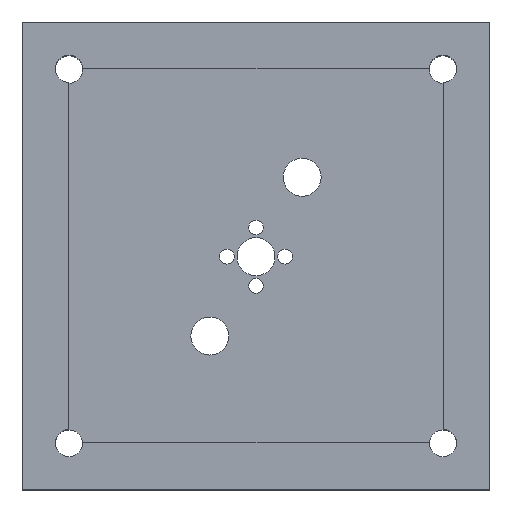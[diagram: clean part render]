
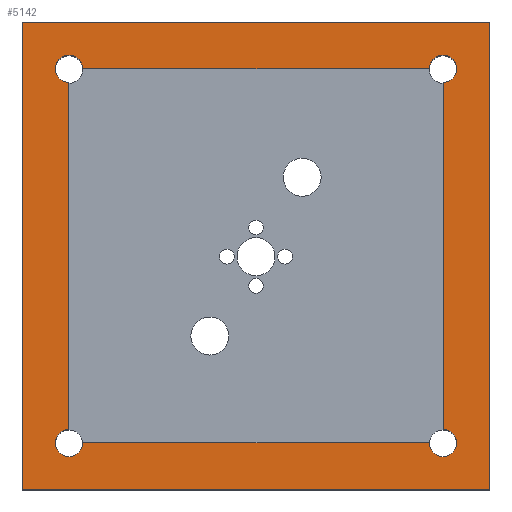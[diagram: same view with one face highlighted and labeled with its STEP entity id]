
A CAD part, top view. The second image highlights one B-rep face of the part: STEP entity #5142.
In plain terms, the highlighted planar face has unit normal (0, 0, 1).
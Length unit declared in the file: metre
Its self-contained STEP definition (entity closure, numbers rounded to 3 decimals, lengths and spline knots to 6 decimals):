
#26 = CIRCLE ( 'NONE', #2515, 0.0658 ) ;
#111 = DIRECTION ( 'NONE',  ( -1., 0., 0. ) ) ;
#140 = CARTESIAN_POINT ( 'NONE',  ( -0.9658, 2.0248, 1.1248 ) ) ;
#239 = PLANE ( 'NONE',  #2975 ) ;
#275 = VECTOR ( 'NONE', #5085, 1. ) ;
#279 = AXIS2_PLACEMENT_3D ( 'NONE', #4562, #3052, #111 ) ;
#324 = VERTEX_POINT ( 'NONE', #140 ) ;
#537 = ORIENTED_EDGE ( 'NONE', *, *, #2491, .T. ) ;
#576 = VECTOR ( 'NONE', #4168, 1. ) ;
#637 = CARTESIAN_POINT ( 'NONE',  ( 0.9, 2.0248, 1.1248 ) ) ;
#689 = CARTESIAN_POINT ( 'NONE',  ( -0.9658, 0.2248, 1.1248 ) ) ;
#719 = ORIENTED_EDGE ( 'NONE', *, *, #1782, .T. ) ;
#754 = CARTESIAN_POINT ( 'NONE',  ( -1.1248, 2.2496, 1.1248 ) ) ;
#776 = CARTESIAN_POINT ( 'NONE',  ( 0.9, 2.0248, 1.1248 ) ) ;
#817 = VERTEX_POINT ( 'NONE', #4697 ) ;
#830 = DIRECTION ( 'NONE',  ( 0., 0., -1. ) ) ;
#835 = ORIENTED_EDGE ( 'NONE', *, *, #5833, .F. ) ;
#892 = VERTEX_POINT ( 'NONE', #5349 ) ;
#1013 = EDGE_CURVE ( 'NONE', #4247, #324, #6198, .T. ) ;
#1027 = LINE ( 'NONE', #3573, #2735 ) ;
#1060 = CARTESIAN_POINT ( 'NONE',  ( -1.1248, 2.2496, 1.1248 ) ) ;
#1109 = CARTESIAN_POINT ( 'NONE',  ( -1.1248, 0.0024, 1.1248 ) ) ;
#1151 = LINE ( 'NONE', #6173, #4756 ) ;
#1165 = CARTESIAN_POINT ( 'NONE',  ( -1.1248, 2.2496, 1.1248 ) ) ;
#1239 = DIRECTION ( 'NONE',  ( 0., 0., -1. ) ) ;
#1408 = DIRECTION ( 'NONE',  ( 1., 0., 0. ) ) ;
#1440 = EDGE_CURVE ( 'NONE', #1977, #4319, #2000, .T. ) ;
#1482 = LINE ( 'NONE', #1060, #3728 ) ;
#1520 = CARTESIAN_POINT ( 'NONE',  ( -0.9, 0.2906, 1.1248 ) ) ;
#1746 = VERTEX_POINT ( 'NONE', #3586 ) ;
#1782 = EDGE_CURVE ( 'NONE', #5511, #1852, #2875, .T. ) ;
#1787 = DIRECTION ( 'NONE',  ( 0., 0., -1. ) ) ;
#1852 = VERTEX_POINT ( 'NONE', #1520 ) ;
#1940 = CIRCLE ( 'NONE', #4739, 0.0658 ) ;
#1977 = VERTEX_POINT ( 'NONE', #2229 ) ;
#2000 = LINE ( 'NONE', #3965, #275 ) ;
#2043 = ORIENTED_EDGE ( 'NONE', *, *, #1440, .F. ) ;
#2091 = DIRECTION ( 'NONE',  ( -1., 0., 0. ) ) ;
#2118 = FACE_OUTER_BOUND ( 'NONE', #3661, .T. ) ;
#2155 = ORIENTED_EDGE ( 'NONE', *, *, #6136, .T. ) ;
#2176 = LINE ( 'NONE', #1109, #576 ) ;
#2229 = CARTESIAN_POINT ( 'NONE',  ( 1.1248, 2.2496, 1.1248 ) ) ;
#2263 = ORIENTED_EDGE ( 'NONE', *, *, #6181, .F. ) ;
#2317 = DIRECTION ( 'NONE',  ( 0., 0., -1. ) ) ;
#2424 = VERTEX_POINT ( 'NONE', #4251 ) ;
#2426 = DIRECTION ( 'NONE',  ( -1., 0., 0. ) ) ;
#2447 = LINE ( 'NONE', #5487, #5168 ) ;
#2491 = EDGE_CURVE ( 'NONE', #817, #2745, #26, .T. ) ;
#2515 = AXIS2_PLACEMENT_3D ( 'NONE', #3896, #830, #3379 ) ;
#2545 = CARTESIAN_POINT ( 'NONE',  ( -0.8342, 2.0248, 1.1248 ) ) ;
#2577 = AXIS2_PLACEMENT_3D ( 'NONE', #776, #4751, #2857 ) ;
#2584 = DIRECTION ( 'NONE',  ( 1., 0., 0. ) ) ;
#2608 = CARTESIAN_POINT ( 'NONE',  ( 1.1248, 0.0024, 1.1248 ) ) ;
#2615 = DIRECTION ( 'NONE',  ( 0., 1., 0. ) ) ;
#2647 = LINE ( 'NONE', #637, #6227 ) ;
#2735 = VECTOR ( 'NONE', #2091, 1. ) ;
#2745 = VERTEX_POINT ( 'NONE', #5896 ) ;
#2778 = ORIENTED_EDGE ( 'NONE', *, *, #2911, .T. ) ;
#2857 = DIRECTION ( 'NONE',  ( -1., 0., 0. ) ) ;
#2875 = CIRCLE ( 'NONE', #279, 0.0658 ) ;
#2911 = EDGE_CURVE ( 'NONE', #892, #2424, #1482, .T. ) ;
#2975 = AXIS2_PLACEMENT_3D ( 'NONE', #754, #1239, #5673 ) ;
#3052 = DIRECTION ( 'NONE',  ( 0., 0., -1. ) ) ;
#3145 = VERTEX_POINT ( 'NONE', #4089 ) ;
#3163 = VERTEX_POINT ( 'NONE', #5438 ) ;
#3257 = FACE_BOUND ( 'NONE', #5791, .T. ) ;
#3379 = DIRECTION ( 'NONE',  ( 1., 0., 0. ) ) ;
#3443 = CARTESIAN_POINT ( 'NONE',  ( -0.9, 2.0248, 1.1248 ) ) ;
#3573 = CARTESIAN_POINT ( 'NONE',  ( -0.9, 2.0248, 1.1248 ) ) ;
#3583 = AXIS2_PLACEMENT_3D ( 'NONE', #4283, #2317, #2426 ) ;
#3586 = CARTESIAN_POINT ( 'NONE',  ( 0.9, 1.959, 1.1248 ) ) ;
#3606 = ORIENTED_EDGE ( 'NONE', *, *, #5215, .T. ) ;
#3632 = EDGE_CURVE ( 'NONE', #3163, #5511, #4713, .T. ) ;
#3661 = EDGE_LOOP ( 'NONE', ( #2778, #5626, #2043, #4524 ) ) ;
#3722 = EDGE_CURVE ( 'NONE', #3145, #4191, #1027, .T. ) ;
#3723 = VECTOR ( 'NONE', #5136, 1. ) ;
#3728 = VECTOR ( 'NONE', #5006, 1. ) ;
#3896 = CARTESIAN_POINT ( 'NONE',  ( 0.9, 0.2248, 1.1248 ) ) ;
#3907 = ORIENTED_EDGE ( 'NONE', *, *, #6295, .F. ) ;
#3965 = CARTESIAN_POINT ( 'NONE',  ( 1.1248, 2.2496, 1.1248 ) ) ;
#4089 = CARTESIAN_POINT ( 'NONE',  ( 0.8342, 2.0248, 1.1248 ) ) ;
#4168 = DIRECTION ( 'NONE',  ( 1., 0., 0. ) ) ;
#4191 = VERTEX_POINT ( 'NONE', #2545 ) ;
#4247 = VERTEX_POINT ( 'NONE', #5088 ) ;
#4251 = CARTESIAN_POINT ( 'NONE',  ( -1.1248, 0.0024, 1.1248 ) ) ;
#4270 = EDGE_CURVE ( 'NONE', #2424, #4319, #2176, .T. ) ;
#4283 = CARTESIAN_POINT ( 'NONE',  ( -0.9, 0.2248, 1.1248 ) ) ;
#4319 = VERTEX_POINT ( 'NONE', #2608 ) ;
#4435 = AXIS2_PLACEMENT_3D ( 'NONE', #6018, #4968, #2584 ) ;
#4436 = DIRECTION ( 'NONE',  ( 1., 0., 0. ) ) ;
#4524 = ORIENTED_EDGE ( 'NONE', *, *, #6037, .F. ) ;
#4562 = CARTESIAN_POINT ( 'NONE',  ( -0.9, 0.2248, 1.1248 ) ) ;
#4574 = ORIENTED_EDGE ( 'NONE', *, *, #1013, .T. ) ;
#4697 = CARTESIAN_POINT ( 'NONE',  ( 0.9, 0.2906, 1.1248 ) ) ;
#4713 = CIRCLE ( 'NONE', #3583, 0.0658 ) ;
#4738 = ORIENTED_EDGE ( 'NONE', *, *, #3632, .T. ) ;
#4739 = AXIS2_PLACEMENT_3D ( 'NONE', #3443, #1787, #1408 ) ;
#4751 = DIRECTION ( 'NONE',  ( 0., 0., -1. ) ) ;
#4756 = VECTOR ( 'NONE', #6147, 1. ) ;
#4968 = DIRECTION ( 'NONE',  ( 0., 0., -1. ) ) ;
#5006 = DIRECTION ( 'NONE',  ( 0., -1., 0. ) ) ;
#5085 = DIRECTION ( 'NONE',  ( 0., -1., 0. ) ) ;
#5088 = CARTESIAN_POINT ( 'NONE',  ( -0.9, 1.959, 1.1248 ) ) ;
#5109 = LINE ( 'NONE', #1165, #3723 ) ;
#5136 = DIRECTION ( 'NONE',  ( 1., 0., 0. ) ) ;
#5142 = ADVANCED_FACE ( 'NONE', ( #2118, #3257 ), #239, .F. ) ;
#5168 = VECTOR ( 'NONE', #4436, 1. ) ;
#5215 = EDGE_CURVE ( 'NONE', #324, #4191, #1940, .T. ) ;
#5349 = CARTESIAN_POINT ( 'NONE',  ( -1.1248, 2.2496, 1.1248 ) ) ;
#5382 = CIRCLE ( 'NONE', #2577, 0.0658 ) ;
#5438 = CARTESIAN_POINT ( 'NONE',  ( -0.8342, 0.2248, 1.1248 ) ) ;
#5487 = CARTESIAN_POINT ( 'NONE',  ( -0.9, 0.2248, 1.1248 ) ) ;
#5511 = VERTEX_POINT ( 'NONE', #689 ) ;
#5626 = ORIENTED_EDGE ( 'NONE', *, *, #4270, .T. ) ;
#5673 = DIRECTION ( 'NONE',  ( -1., 0., 0. ) ) ;
#5791 = EDGE_LOOP ( 'NONE', ( #3907, #537, #835, #4738, #719, #2263, #4574, #3606, #6328, #2155 ) ) ;
#5833 = EDGE_CURVE ( 'NONE', #3163, #2745, #2447, .T. ) ;
#5896 = CARTESIAN_POINT ( 'NONE',  ( 0.8342, 0.2248, 1.1248 ) ) ;
#6018 = CARTESIAN_POINT ( 'NONE',  ( -0.9, 2.0248, 1.1248 ) ) ;
#6037 = EDGE_CURVE ( 'NONE', #892, #1977, #5109, .T. ) ;
#6136 = EDGE_CURVE ( 'NONE', #3145, #1746, #5382, .T. ) ;
#6147 = DIRECTION ( 'NONE',  ( 0., -1., 0. ) ) ;
#6173 = CARTESIAN_POINT ( 'NONE',  ( -0.9, 2.0248, 1.1248 ) ) ;
#6181 = EDGE_CURVE ( 'NONE', #4247, #1852, #1151, .T. ) ;
#6198 = CIRCLE ( 'NONE', #4435, 0.0658 ) ;
#6227 = VECTOR ( 'NONE', #2615, 1. ) ;
#6295 = EDGE_CURVE ( 'NONE', #817, #1746, #2647, .T. ) ;
#6328 = ORIENTED_EDGE ( 'NONE', *, *, #3722, .F. ) ;
